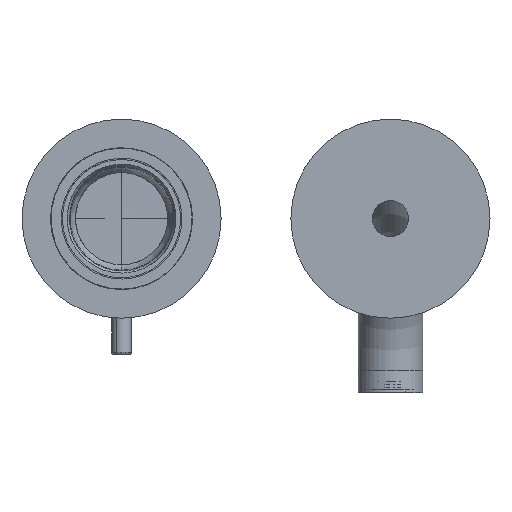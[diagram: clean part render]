
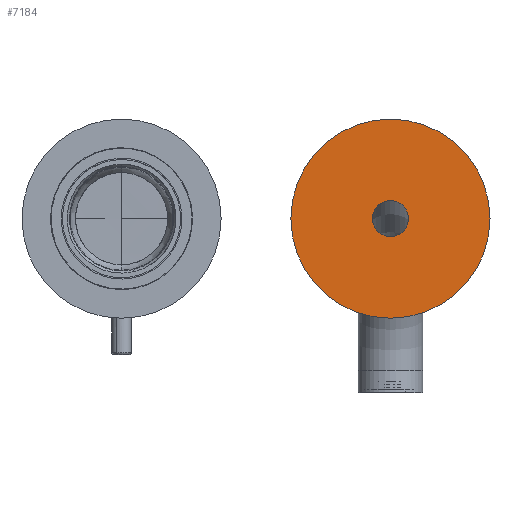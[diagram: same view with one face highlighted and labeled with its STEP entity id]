
A CAD part, front view. The second image highlights one B-rep face of the part: STEP entity #7184.
In plain terms, the highlighted planar face has unit normal (0, -1, 0).
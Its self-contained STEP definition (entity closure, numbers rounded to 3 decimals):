
#7109=CARTESIAN_POINT('Vertex',(94.,-2.,0.)) ;
#7114=CARTESIAN_POINT('Axis2P3D Location',(54.,-2.,0.)) ;
#7118=CARTESIAN_POINT('Vertex',(14.,-2.,0.)) ;
#7140=CARTESIAN_POINT('Axis2P3D Location',(54.,-2.,0.)) ;
#7157=CARTESIAN_POINT('Axis2P3D Location',(54.,-2.,0.)) ;
#7166=CARTESIAN_POINT('Axis2P3D Location',(54.,-2.,0.)) ;
#7170=CARTESIAN_POINT('Vertex',(61.25,-2.,0.)) ;
#7172=CARTESIAN_POINT('Vertex',(46.75,-2.,0.)) ;
#7175=CARTESIAN_POINT('Axis2P3D Location',(54.,-2.,0.)) ;
#7115=DIRECTION('Axis2P3D Direction',(-0.,1.,0.)) ;
#7141=DIRECTION('Axis2P3D Direction',(-0.,1.,0.)) ;
#7158=DIRECTION('Axis2P3D Direction',(-0.,1.,0.)) ;
#7159=DIRECTION('Axis2P3D XDirection',(1.,0.,0.)) ;
#7167=DIRECTION('Axis2P3D Direction',(-0.,1.,0.)) ;
#7176=DIRECTION('Axis2P3D Direction',(-0.,1.,0.)) ;
#7116=AXIS2_PLACEMENT_3D('Circle Axis2P3D',#7114,#7115,$) ;
#7142=AXIS2_PLACEMENT_3D('Circle Axis2P3D',#7140,#7141,$) ;
#7160=AXIS2_PLACEMENT_3D('Plane Axis2P3D',#7157,#7158,#7159) ;
#7168=AXIS2_PLACEMENT_3D('Circle Axis2P3D',#7166,#7167,$) ;
#7177=AXIS2_PLACEMENT_3D('Circle Axis2P3D',#7175,#7176,$) ;
#7117=CIRCLE('generated circle',#7116,40.) ;
#7143=CIRCLE('generated circle',#7142,40.) ;
#7169=CIRCLE('generated circle',#7168,7.25) ;
#7178=CIRCLE('generated circle',#7177,7.25) ;
#7161=PLANE('',#7160) ;
#7183=FACE_BOUND('',#7180,.T.) ;
#7120=EDGE_CURVE('',#7110,#7119,#7117,.T.) ;
#7144=EDGE_CURVE('',#7119,#7110,#7143,.T.) ;
#7174=EDGE_CURVE('',#7171,#7173,#7169,.T.) ;
#7179=EDGE_CURVE('',#7173,#7171,#7178,.T.) ;
#7163=ORIENTED_EDGE('',*,*,#7144,.F.) ;
#7164=ORIENTED_EDGE('',*,*,#7120,.F.) ;
#7181=ORIENTED_EDGE('',*,*,#7174,.T.) ;
#7182=ORIENTED_EDGE('',*,*,#7179,.T.) ;
#7162=EDGE_LOOP('',(#7163,#7164)) ;
#7180=EDGE_LOOP('',(#7181,#7182)) ;
#7110=VERTEX_POINT('',#7109) ;
#7119=VERTEX_POINT('',#7118) ;
#7171=VERTEX_POINT('',#7170) ;
#7173=VERTEX_POINT('',#7172) ;
#7184=ADVANCED_FACE('LN00551D.1',(#7165,#7183),#7161,.F.) ;
#7165=FACE_OUTER_BOUND('',#7162,.T.) ;
